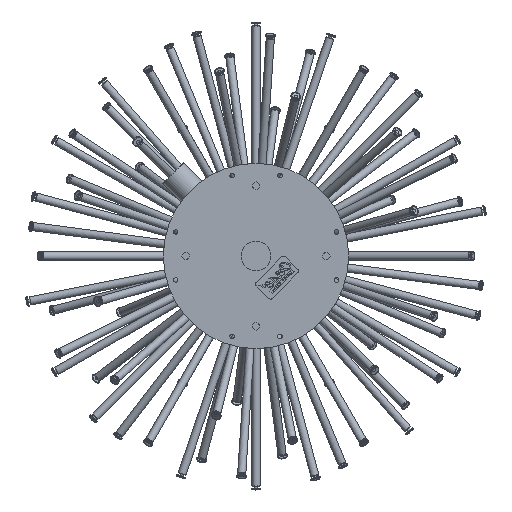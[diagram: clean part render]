
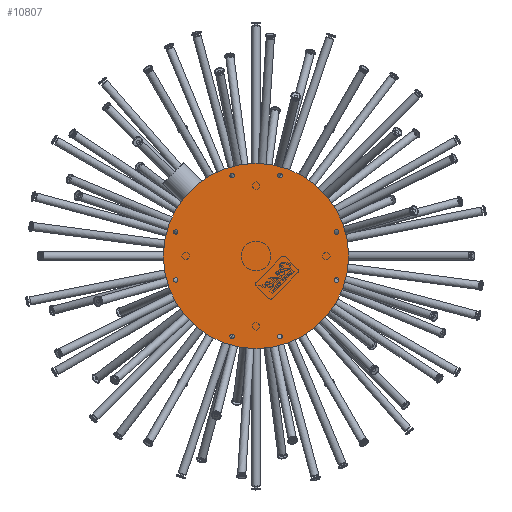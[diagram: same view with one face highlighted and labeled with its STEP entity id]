
A CAD part, front view. The second image highlights one B-rep face of the part: STEP entity #10807.
In plain terms, the highlighted planar face has unit normal (0, -1, 0).
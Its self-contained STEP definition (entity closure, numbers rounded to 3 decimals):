
#2028=PLANE('',#12101);
#2639=FACE_BOUND('',#4815,.T.);
#2640=FACE_BOUND('',#4816,.T.);
#2641=FACE_BOUND('',#4817,.T.);
#2642=FACE_BOUND('',#4818,.T.);
#2643=FACE_BOUND('',#4819,.T.);
#2644=FACE_BOUND('',#4820,.T.);
#2645=FACE_BOUND('',#4821,.T.);
#2646=FACE_BOUND('',#4822,.T.);
#3425=FACE_OUTER_BOUND('',#4814,.T.);
#4814=EDGE_LOOP('',(#9760));
#4815=EDGE_LOOP('',(#9761));
#4816=EDGE_LOOP('',(#9762));
#4817=EDGE_LOOP('',(#9763));
#4818=EDGE_LOOP('',(#9764));
#4819=EDGE_LOOP('',(#9765));
#4820=EDGE_LOOP('',(#9766));
#4821=EDGE_LOOP('',(#9767));
#4822=EDGE_LOOP('',(#9768));
#5395=CIRCLE('',#12082,6.);
#5396=CIRCLE('',#12084,6.);
#5397=CIRCLE('',#12086,6.);
#5398=CIRCLE('',#12088,6.);
#5399=CIRCLE('',#12090,6.);
#5400=CIRCLE('',#12092,6.);
#5401=CIRCLE('',#12094,6.);
#5402=CIRCLE('',#12096,6.);
#5403=CIRCLE('',#12100,237.5);
#6349=VERTEX_POINT('',#19614);
#6350=VERTEX_POINT('',#19617);
#6351=VERTEX_POINT('',#19620);
#6352=VERTEX_POINT('',#19623);
#6353=VERTEX_POINT('',#19626);
#6354=VERTEX_POINT('',#19629);
#6355=VERTEX_POINT('',#19632);
#6356=VERTEX_POINT('',#19635);
#6357=VERTEX_POINT('',#19640);
#7486=EDGE_CURVE('',#6349,#6349,#5395,.T.);
#7487=EDGE_CURVE('',#6350,#6350,#5396,.T.);
#7488=EDGE_CURVE('',#6351,#6351,#5397,.T.);
#7489=EDGE_CURVE('',#6352,#6352,#5398,.T.);
#7490=EDGE_CURVE('',#6353,#6353,#5399,.T.);
#7491=EDGE_CURVE('',#6354,#6354,#5400,.T.);
#7492=EDGE_CURVE('',#6355,#6355,#5401,.T.);
#7493=EDGE_CURVE('',#6356,#6356,#5402,.T.);
#7494=EDGE_CURVE('',#6357,#6357,#5403,.T.);
#9760=ORIENTED_EDGE('',*,*,#7494,.T.);
#9761=ORIENTED_EDGE('',*,*,#7486,.T.);
#9762=ORIENTED_EDGE('',*,*,#7487,.T.);
#9763=ORIENTED_EDGE('',*,*,#7488,.T.);
#9764=ORIENTED_EDGE('',*,*,#7489,.T.);
#9765=ORIENTED_EDGE('',*,*,#7490,.T.);
#9766=ORIENTED_EDGE('',*,*,#7491,.T.);
#9767=ORIENTED_EDGE('',*,*,#7492,.T.);
#9768=ORIENTED_EDGE('',*,*,#7493,.T.);
#10807=ADVANCED_FACE('',(#3425,#2639,#2640,#2641,#2642,#2643,#2644,#2645,
#2646),#2028,.T.);
#12082=AXIS2_PLACEMENT_3D('',#19615,#15033,#15034);
#12084=AXIS2_PLACEMENT_3D('',#19618,#15037,#15038);
#12086=AXIS2_PLACEMENT_3D('',#19621,#15041,#15042);
#12088=AXIS2_PLACEMENT_3D('',#19624,#15045,#15046);
#12090=AXIS2_PLACEMENT_3D('',#19627,#15049,#15050);
#12092=AXIS2_PLACEMENT_3D('',#19630,#15053,#15054);
#12094=AXIS2_PLACEMENT_3D('',#19633,#15057,#15058);
#12096=AXIS2_PLACEMENT_3D('',#19636,#15061,#15062);
#12100=AXIS2_PLACEMENT_3D('',#19641,#15069,#15070);
#12101=AXIS2_PLACEMENT_3D('',#19642,#15071,#15072);
#15033=DIRECTION('center_axis',(0.,1.,0.));
#15034=DIRECTION('ref_axis',(-1.,0.,0.));
#15037=DIRECTION('center_axis',(0.,1.,0.));
#15038=DIRECTION('ref_axis',(-1.,0.,0.));
#15041=DIRECTION('center_axis',(0.,1.,0.));
#15042=DIRECTION('ref_axis',(-1.,0.,0.));
#15045=DIRECTION('center_axis',(0.,1.,0.));
#15046=DIRECTION('ref_axis',(-1.,0.,0.));
#15049=DIRECTION('center_axis',(0.,1.,0.));
#15050=DIRECTION('ref_axis',(-1.,0.,0.));
#15053=DIRECTION('center_axis',(0.,1.,0.));
#15054=DIRECTION('ref_axis',(-1.,0.,0.));
#15057=DIRECTION('center_axis',(0.,1.,0.));
#15058=DIRECTION('ref_axis',(-1.,0.,0.));
#15061=DIRECTION('center_axis',(0.,1.,0.));
#15062=DIRECTION('ref_axis',(-1.,0.,0.));
#15069=DIRECTION('center_axis',(0.,-1.,0.));
#15070=DIRECTION('ref_axis',(1.,0.,0.));
#15071=DIRECTION('center_axis',(0.,-1.,0.));
#15072=DIRECTION('ref_axis',(0.,0.,-1.));
#19614=CARTESIAN_POINT('',(212.016,0.,-61.5));
#19615=CARTESIAN_POINT('Origin',(206.016,0.,-61.5));
#19617=CARTESIAN_POINT('',(67.5,0.,206.016));
#19618=CARTESIAN_POINT('Origin',(61.5,0.,206.016));
#19620=CARTESIAN_POINT('',(-200.016,0.,61.5));
#19621=CARTESIAN_POINT('Origin',(-206.016,0.,61.5));
#19623=CARTESIAN_POINT('',(-55.5,0.,-206.016));
#19624=CARTESIAN_POINT('Origin',(-61.5,0.,-206.016));
#19626=CARTESIAN_POINT('',(67.5,0.,-206.016));
#19627=CARTESIAN_POINT('Origin',(61.5,0.,-206.016));
#19629=CARTESIAN_POINT('',(-200.016,0.,-61.5));
#19630=CARTESIAN_POINT('Origin',(-206.016,0.,-61.5));
#19632=CARTESIAN_POINT('',(-55.5,0.,206.016));
#19633=CARTESIAN_POINT('Origin',(-61.5,0.,206.016));
#19635=CARTESIAN_POINT('',(212.016,0.,61.5));
#19636=CARTESIAN_POINT('Origin',(206.016,0.,61.5));
#19640=CARTESIAN_POINT('',(237.5,0.,0.));
#19641=CARTESIAN_POINT('Origin',(0.,0.,0.));
#19642=CARTESIAN_POINT('Origin',(0.,0.,0.));
